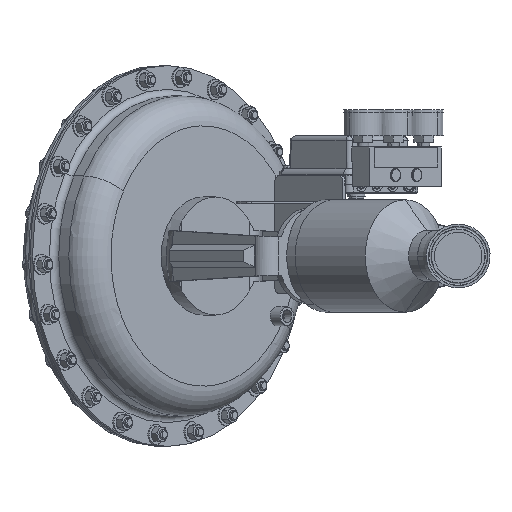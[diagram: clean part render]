
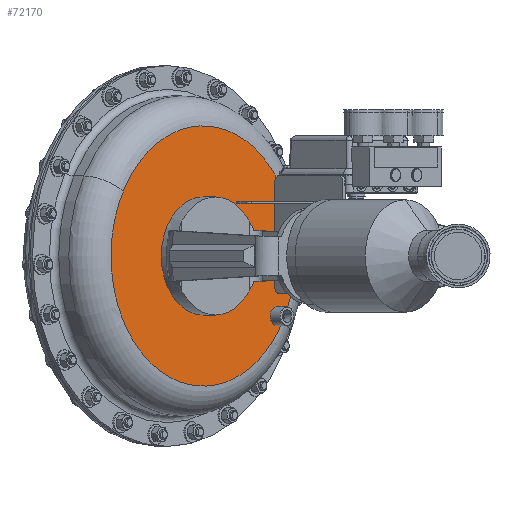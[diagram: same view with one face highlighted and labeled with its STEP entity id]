
A CAD part, left-side view. The second image highlights one B-rep face of the part: STEP entity #72170.
In plain terms, the highlighted planar face has unit normal (-0.707, -0.707, 0).
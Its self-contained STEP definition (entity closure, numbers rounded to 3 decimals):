
#125 = ORIENTED_EDGE ( 'NONE', *, *, #72970, .F. ) ;
#387 = VERTEX_POINT ( 'NONE', #87827 ) ;
#1379 = DIRECTION ( 'NONE',  ( 0.707, 0.707, 0. ) ) ;
#1686 = CIRCLE ( 'NONE', #47140, 2.325 ) ;
#2519 = CARTESIAN_POINT ( 'NONE',  ( 14.206, 7.139, -2.375 ) ) ;
#3024 = EDGE_LOOP ( 'NONE', ( #125, #33525 ) ) ;
#11310 = CIRCLE ( 'NONE', #49966, 2.325 ) ;
#11881 = DIRECTION ( 'NONE',  ( 0.039, -0.039, -0.998 ) ) ;
#15054 = VERTEX_POINT ( 'NONE', #48067 ) ;
#17665 = FACE_OUTER_BOUND ( 'NONE', #44100, .T. ) ;
#18415 = PLANE ( 'NONE',  #71601 ) ;
#19488 = CARTESIAN_POINT ( 'NONE',  ( 14.206, 7.139, -2.375 ) ) ;
#21233 = DIRECTION ( 'NONE',  ( 0.612, -0.612, -0.5 ) ) ;
#22335 = ORIENTED_EDGE ( 'NONE', *, *, #47620, .T. ) ;
#25337 = DIRECTION ( 'NONE',  ( -0.707, -0.707, 0. ) ) ;
#28178 = CIRCLE ( 'NONE', #34510, 5.125 ) ;
#30981 = ORIENTED_EDGE ( 'NONE', *, *, #89297, .F. ) ;
#30984 = VERTEX_POINT ( 'NONE', #52255 ) ;
#33525 = ORIENTED_EDGE ( 'NONE', *, *, #40702, .F. ) ;
#34510 = AXIS2_PLACEMENT_3D ( 'NONE', #60633, #68544, #21233 ) ;
#36351 = AXIS2_PLACEMENT_3D ( 'NONE', #2519, #65984, #81466 ) ;
#37216 = CIRCLE ( 'NONE', #60591, 0.375 ) ;
#40563 = CARTESIAN_POINT ( 'NONE',  ( 14.221, 7.124, -2.749 ) ) ;
#40702 = EDGE_CURVE ( 'NONE', #30984, #15054, #1686, .T. ) ;
#41421 = AXIS2_PLACEMENT_3D ( 'NONE', #19488, #98036, #11881 ) ;
#43480 = FACE_BOUND ( 'NONE', #3024, .T. ) ;
#44100 = EDGE_LOOP ( 'NONE', ( #30981, #46013, #45991, #22335, #86001 ) ) ;
#45991 = ORIENTED_EDGE ( 'NONE', *, *, #93580, .T. ) ;
#46013 = ORIENTED_EDGE ( 'NONE', *, *, #67367, .T. ) ;
#46358 = AXIS2_PLACEMENT_3D ( 'NONE', #88891, #1379, #65512 ) ;
#47140 = AXIS2_PLACEMENT_3D ( 'NONE', #66517, #73809, #65173 ) ;
#47620 = EDGE_CURVE ( 'NONE', #101853, #79288, #95254, .T. ) ;
#48067 = CARTESIAN_POINT ( 'NONE',  ( 11.297, 10.047, -2.325 ) ) ;
#49966 = AXIS2_PLACEMENT_3D ( 'NONE', #56775, #95287, #63694 ) ;
#52255 = CARTESIAN_POINT ( 'NONE',  ( 11.297, 10.047, 2.325 ) ) ;
#56775 = CARTESIAN_POINT ( 'NONE',  ( 11.297, 10.047, 0. ) ) ;
#59977 = EDGE_CURVE ( 'NONE', #387, #79288, #28178, .T. ) ;
#60591 = AXIS2_PLACEMENT_3D ( 'NONE', #63726, #87096, #79580 ) ;
#60633 = CARTESIAN_POINT ( 'NONE',  ( 11.297, 10.047, 0. ) ) ;
#63080 = CARTESIAN_POINT ( 'NONE',  ( 14.191, 7.153, -2.001 ) ) ;
#63238 = CIRCLE ( 'NONE', #41421, 0.375 ) ;
#63694 = DIRECTION ( 'NONE',  ( 0.707, -0.707, 0. ) ) ;
#63726 = CARTESIAN_POINT ( 'NONE',  ( 14.206, 7.139, -2.375 ) ) ;
#64403 = CARTESIAN_POINT ( 'NONE',  ( 14.436, 6.909, -2.563 ) ) ;
#65173 = DIRECTION ( 'NONE',  ( 0.707, -0.707, 0. ) ) ;
#65512 = DIRECTION ( 'NONE',  ( 0.612, -0.612, -0.5 ) ) ;
#65984 = DIRECTION ( 'NONE',  ( 0.707, 0.707, 0. ) ) ;
#66517 = CARTESIAN_POINT ( 'NONE',  ( 11.297, 10.047, 0. ) ) ;
#67367 = EDGE_CURVE ( 'NONE', #79288, #79638, #37216, .T. ) ;
#67454 = CIRCLE ( 'NONE', #46358, 5.125 ) ;
#68544 = DIRECTION ( 'NONE',  ( 0.707, 0.707, 0. ) ) ;
#71601 = AXIS2_PLACEMENT_3D ( 'NONE', #73659, #25337, #96311 ) ;
#72170 = ADVANCED_FACE ( 'NONE', ( #43480, #17665 ), #18415, .T. ) ;
#72970 = EDGE_CURVE ( 'NONE', #15054, #30984, #11310, .T. ) ;
#73659 = CARTESIAN_POINT ( 'NONE',  ( 9.485, 11.859, -4.438 ) ) ;
#73809 = DIRECTION ( 'NONE',  ( -0.707, -0.707, 0. ) ) ;
#79288 = VERTEX_POINT ( 'NONE', #64403 ) ;
#79580 = DIRECTION ( 'NONE',  ( 0.039, -0.039, -0.998 ) ) ;
#79638 = VERTEX_POINT ( 'NONE', #40563 ) ;
#81466 = DIRECTION ( 'NONE',  ( 0.039, -0.039, -0.998 ) ) ;
#86001 = ORIENTED_EDGE ( 'NONE', *, *, #59977, .F. ) ;
#87096 = DIRECTION ( 'NONE',  ( 0.707, 0.707, 0. ) ) ;
#87827 = CARTESIAN_POINT ( 'NONE',  ( 8.159, 13.186, 2.563 ) ) ;
#88891 = CARTESIAN_POINT ( 'NONE',  ( 11.297, 10.047, 0. ) ) ;
#89297 = EDGE_CURVE ( 'NONE', #79288, #387, #67454, .T. ) ;
#93580 = EDGE_CURVE ( 'NONE', #79638, #101853, #63238, .T. ) ;
#95254 = CIRCLE ( 'NONE', #36351, 0.375 ) ;
#95287 = DIRECTION ( 'NONE',  ( -0.707, -0.707, 0. ) ) ;
#96311 = DIRECTION ( 'NONE',  ( -0.612, 0.612, 0.5 ) ) ;
#98036 = DIRECTION ( 'NONE',  ( 0.707, 0.707, 0. ) ) ;
#101853 = VERTEX_POINT ( 'NONE', #63080 ) ;
